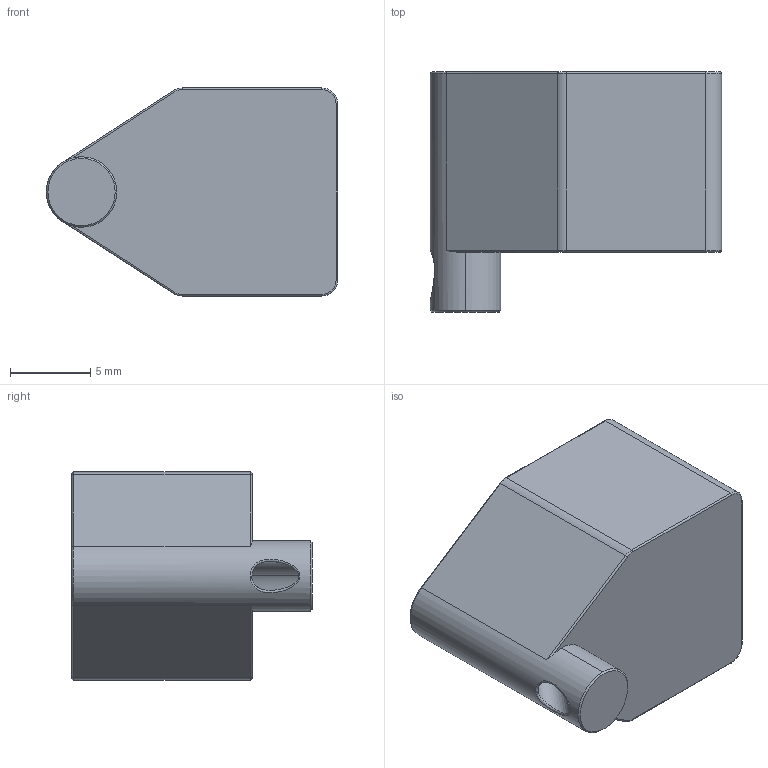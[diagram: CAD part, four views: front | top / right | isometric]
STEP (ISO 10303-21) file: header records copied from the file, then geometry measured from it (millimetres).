
FILE_DESCRIPTION (( 'STEP AP203' ), '1' );
FILE_NAME ('kuciste.STEP', '2024-11-26T09:53:25', ( '' ), ( '' ), 'SwSTEP 2.0', 'SolidWorks 2020', '' );
FILE_SCHEMA (( 'CONFIG_CONTROL_DESIGN' ));
Length unit declared in the file: millimetre
Products named in the file (1): kuciste
Bounding box: 18.2 x 15 x 13 mm (x, y, z)
Volume: 2176.9 mm3; surface area: 1119.4 mm2
Topology: 1 solids, 1 shells, 41 faces, 95 edges, 56 vertices
Faces by surface type: cylinder 18, torus 9, plane 8, bspline 4, cone 2
Entity records: 1549 total; most frequent: CARTESIAN_POINT 545, DIRECTION 206, ORIENTED_EDGE 190, EDGE_CURVE 95, AXIS2_PLACEMENT_3D 85, VERTEX_POINT 56, CIRCLE 47, EDGE_LOOP 43
